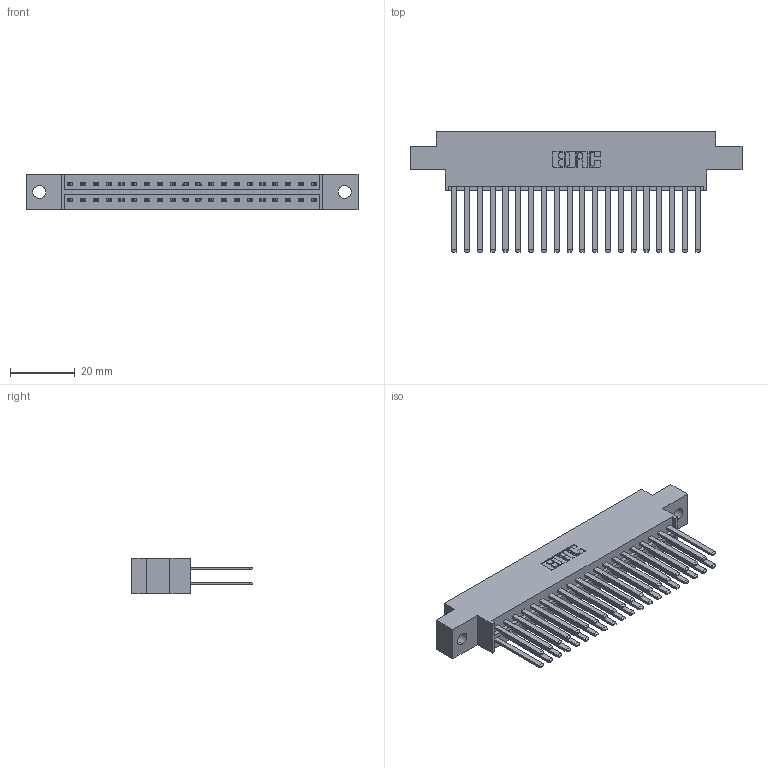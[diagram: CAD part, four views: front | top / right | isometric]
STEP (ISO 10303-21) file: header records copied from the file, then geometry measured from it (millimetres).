
FILE_DESCRIPTION (( 'STEP AP203' ), '1' );
FILE_NAME ('336-040-541-804.STEP', '2020-08-07T23:22:17', ( '' ), ( '' ), 'SwSTEP 2.0', 'SolidWorks 2020', '' );
FILE_SCHEMA (( 'CONFIG_CONTROL_DESIGN' ));
Length unit declared in the file: inch
Products named in the file (3): 336-290-001_336-290-541; 336 Part_Offset - .156 Dia - TH; 336-040-541-804
Assembly tree (41 placements, depth 2):
  336-040-541-804
    336 Part_Offset - .156 Dia - TH
    336-290-001_336-290-541  x40
Bounding box: 102.64 x 37.34 x 11.1 mm (x, y, z)
Volume: 15041.8 mm3; surface area: 18670.4 mm2
Topology: 41 solids, 41 shells, 1798 faces, 5403 edges, 3574 vertices
Faces by surface type: plane 1114, cylinder 684
Entity records: 18206 total; most frequent: CARTESIAN_POINT 3169, ORIENTED_EDGE 3006, DIRECTION 2639, EDGE_CURVE 1503, VECTOR 1371, LINE 1371, VERTEX_POINT 1000, AXIS2_PLACEMENT_3D 634
